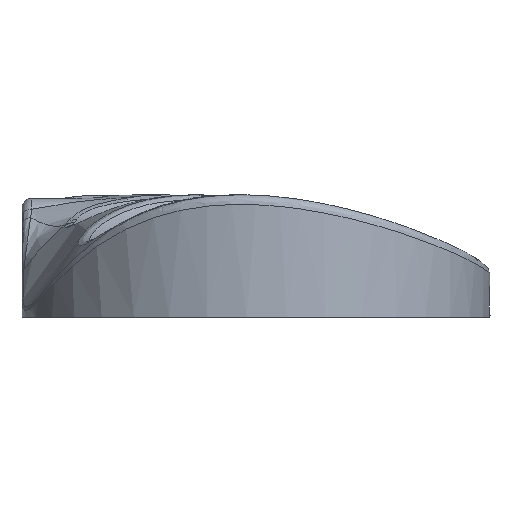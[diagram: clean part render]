
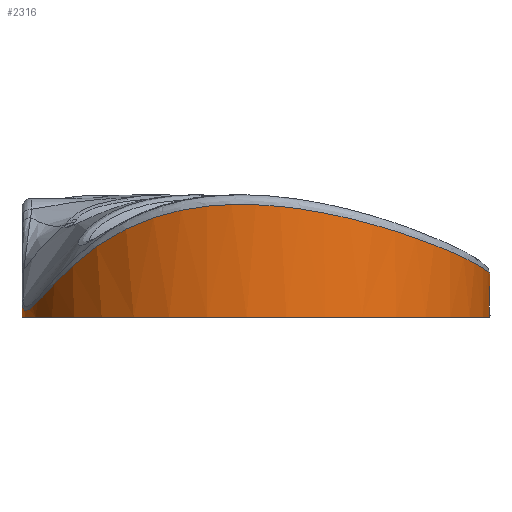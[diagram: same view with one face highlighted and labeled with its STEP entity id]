
A CAD part, left-side view. The second image highlights one B-rep face of the part: STEP entity #2316.
In plain terms, the highlighted cylindrical face has radius 29 mm (diameter 58 mm), a partial arc.
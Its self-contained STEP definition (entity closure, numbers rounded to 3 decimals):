
#241=FACE_OUTER_BOUND('',#386,.T.);
#386=EDGE_LOOP('',(#2113,#2114,#2115,#2116));
#406=CIRCLE('',#2408,29.);
#625=B_SPLINE_CURVE_WITH_KNOTS('',3,(#8731,#8732,#8733,#8734,#8735,#8736,
#8737,#8738,#8739,#8740,#8741,#8742,#8743,#8744,#8745,#8746,#8747,#8748,
#8749),.UNSPECIFIED.,.F.,.F.,(4,1,1,1,1,1,1,1,1,1,1,1,1,1,1,1,4),(-10.318,
-9.95,-9.581,-9.213,-8.936,
-8.844,-7.861,-7.37,-6.387,
-5.896,-5.159,-4.422,-3.931,
-2.948,-1.474,-0.737,0.),
 .UNSPECIFIED.);
#719=LINE('',#4530,#829);
#729=LINE('',#8751,#839);
#829=VECTOR('',#2766,10.);
#839=VECTOR('',#2906,10.);
#976=VERTEX_POINT('',#4485);
#977=VERTEX_POINT('',#4487);
#992=VERTEX_POINT('',#4529);
#1057=VERTEX_POINT('',#8393);
#1244=EDGE_CURVE('',#977,#976,#406,.T.);
#1265=EDGE_CURVE('',#992,#977,#719,.T.);
#1404=EDGE_CURVE('',#992,#1057,#625,.T.);
#1405=EDGE_CURVE('',#1057,#976,#729,.T.);
#2113=ORIENTED_EDGE('',*,*,#1404,.F.);
#2114=ORIENTED_EDGE('',*,*,#1265,.T.);
#2115=ORIENTED_EDGE('',*,*,#1244,.T.);
#2116=ORIENTED_EDGE('',*,*,#1405,.F.);
#2176=CYLINDRICAL_SURFACE('',#2494,29.);
#2316=ADVANCED_FACE('',(#241),#2176,.T.);
#2408=AXIS2_PLACEMENT_3D('',#4488,#2728,#2729);
#2494=AXIS2_PLACEMENT_3D('',#8834,#2933,#2934);
#2728=DIRECTION('center_axis',(0.,0.,
1.));
#2729=DIRECTION('ref_axis',(0.69,-0.724,0.));
#2766=DIRECTION('',(0.,0.,-1.));
#2906=DIRECTION('',(0.,0.,-1.));
#2933=DIRECTION('center_axis',(0.,0.,
-1.));
#2934=DIRECTION('ref_axis',(-0.977,-0.214,0.));
#4485=CARTESIAN_POINT('',(45.091,-71.335,15.848));
#4487=CARTESIAN_POINT('',(32.989,-15.981,15.848));
#4488=CARTESIAN_POINT('Origin',(32.989,-44.981,15.848));
#4529=CARTESIAN_POINT('',(32.989,-15.981,17.573));
#4530=CARTESIAN_POINT('',(32.989,-15.981,30.148));
#8393=CARTESIAN_POINT('',(45.091,-71.335,21.341));
#8731=CARTESIAN_POINT('Ctrl Pts',(32.989,-15.981,17.573));
#8732=CARTESIAN_POINT('Ctrl Pts',(31.78,-15.981,17.167));
#8733=CARTESIAN_POINT('Ctrl Pts',(29.271,-16.133,16.569));
#8734=CARTESIAN_POINT('Ctrl Pts',(25.453,-16.89,16.747));
#8735=CARTESIAN_POINT('Ctrl Pts',(22.26,-17.981,17.804));
#8736=CARTESIAN_POINT('Ctrl Pts',(20.156,-18.954,18.854));
#8737=CARTESIAN_POINT('Ctrl Pts',(16.501,-20.92,20.974));
#8738=CARTESIAN_POINT('Ctrl Pts',(12.834,-23.768,23.777));
#8739=CARTESIAN_POINT('Ctrl Pts',(7.992,-29.692,27.48));
#8740=CARTESIAN_POINT('Ctrl Pts',(5.135,-35.728,29.431));
#8741=CARTESIAN_POINT('Ctrl Pts',(3.792,-43.341,29.986));
#8742=CARTESIAN_POINT('Ctrl Pts',(4.125,-50.22,29.463));
#8743=CARTESIAN_POINT('Ctrl Pts',(6.194,-56.656,28.139));
#8744=CARTESIAN_POINT('Ctrl Pts',(9.946,-63.119,26.311));
#8745=CARTESIAN_POINT('Ctrl Pts',(16.975,-70.244,23.644));
#8746=CARTESIAN_POINT('Ctrl Pts',(27.483,-74.267,21.409));
#8747=CARTESIAN_POINT('Ctrl Pts',(37.839,-73.919,20.837));
#8748=CARTESIAN_POINT('Ctrl Pts',(42.775,-72.399,21.09));
#8749=CARTESIAN_POINT('Ctrl Pts',(45.091,-71.335,21.341));
#8751=CARTESIAN_POINT('',(45.091,-71.335,30.148));
#8834=CARTESIAN_POINT('Origin',(32.989,-44.981,30.148));
